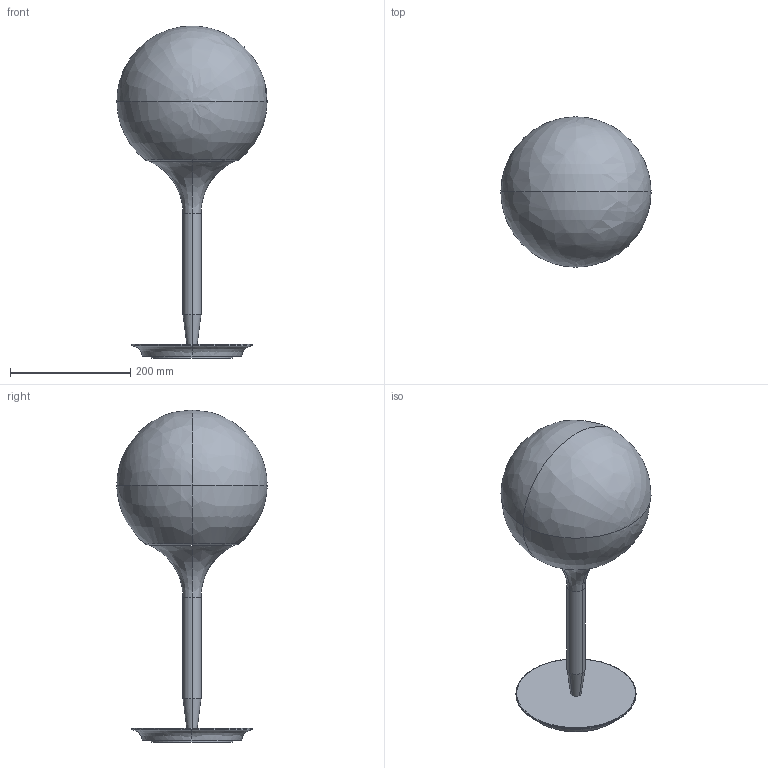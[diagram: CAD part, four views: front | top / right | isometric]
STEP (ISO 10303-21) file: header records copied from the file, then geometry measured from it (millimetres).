
FILE_DESCRIPTION(/* description */ (''),/* implementation_level */ '2;1');
FILE_NAME(/* name */ 'Castore_Tavolo_25_3D',/* time_stamp */ '2011-11-14T12:06:21+01:00',/* author */ (''),/* organization */ (''),/* preprocessor_version */ 'ST-DEVELOPER v10',/* originating_system */ '',/* authorisation */ '');
FILE_SCHEMA (('CONFIG_CONTROL_DESIGN'));
Length unit declared in the file: millimetre
Products named in the file (1): 1
Bounding box: 250 x 250 x 552.67 mm (x, y, z)
Volume: 2148163.9 mm3; surface area: 507430.5 mm2
Topology: 4 solids, 4 shells, 63 faces, 147 edges, 83 vertices
Faces by surface type: bspline 56, plane 7
Entity records: 2483 total; most frequent: CARTESIAN_POINT 1656, ORIENTED_EDGE 270, EDGE_CURVE 135, VERTEX_POINT 83, EDGE_LOOP 66, ADVANCED_FACE 63, FACE_OUTER_BOUND 63, B_SPLINE_CURVE_WITH_KNOTS 25
